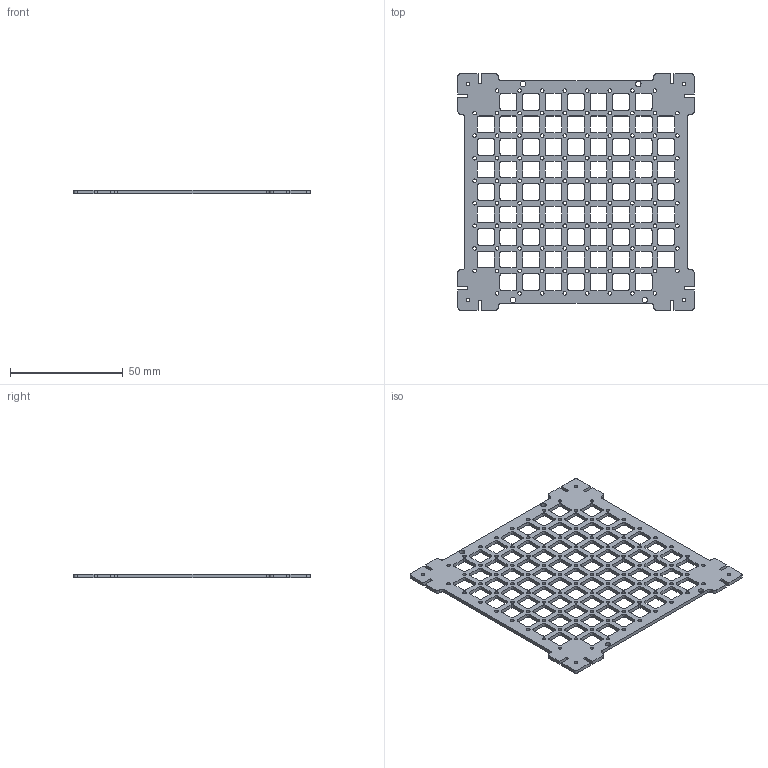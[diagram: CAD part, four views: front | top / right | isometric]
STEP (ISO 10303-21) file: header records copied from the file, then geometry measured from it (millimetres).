
FILE_DESCRIPTION(/* description */ (''),/* implementation_level */ '2;1');
FILE_NAME(/* name */ 'base_completa v5.step',/* time_stamp */ '2024-09-05T14:28:52-03:00',/* author */ (''),/* organization */ (''),/* preprocessor_version */ 'ST-DEVELOPER v20',/* originating_system */ 'Autodesk Translation Framework v13.14.0.145',/* authorisation */ '');
FILE_SCHEMA (('AUTOMOTIVE_DESIGN { 1 0 10303 214 3 1 1 }'));
Length unit declared in the file: millimetre
Products named in the file (1): base_completa
Bounding box: 104.84 x 104.84 x 1.6 mm (x, y, z)
Volume: 8968.8 mm3; surface area: 16401.2 mm2
Topology: 1 solids, 1 shells, 1086 faces, 3252 edges, 2168 vertices
Faces by surface type: bspline 731, plane 351, cylinder 4
Full cylindrical faces by diameter (mm): 2.5 x4
Entity records: 38732 total; most frequent: CARTESIAN_POINT 15922, ORIENTED_EDGE 6504, EDGE_CURVE 3252, DIRECTION 2510, VERTEX_POINT 2168, LINE 1782, VECTOR 1782, EDGE_LOOP 1448
